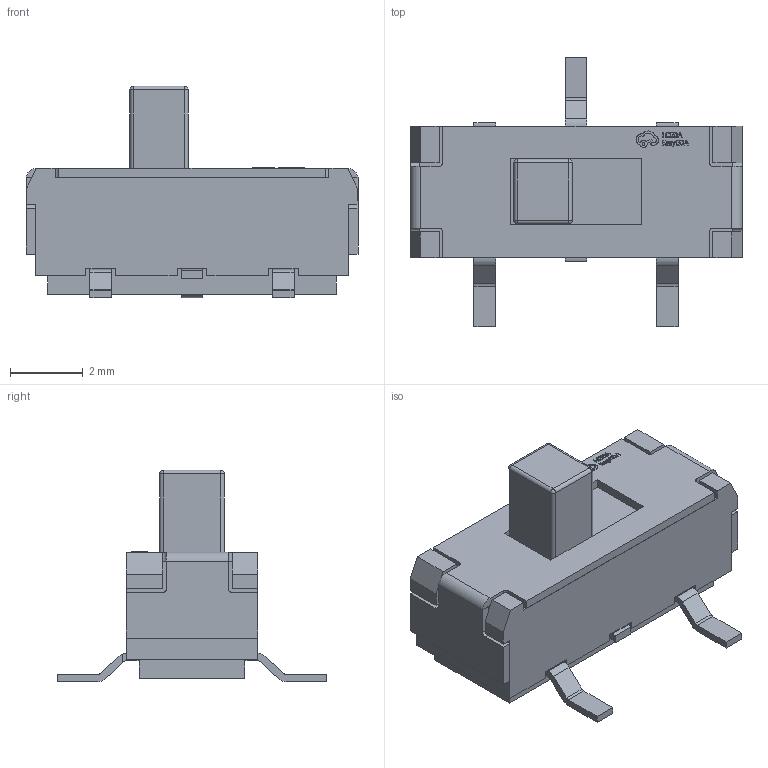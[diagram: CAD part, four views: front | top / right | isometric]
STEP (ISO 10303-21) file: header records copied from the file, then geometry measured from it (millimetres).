
FILE_DESCRIPTION (( 'STEP AP214' ), '1' );
FILE_NAME ('SW-SMD_SHOUHAN_MST-22D18G23J_C2875122.STEP', '2023-02-20T12:32:17', ( '' ), ( '' ), 'SwSTEP 2.0', 'SolidWorks 2020', '' );
FILE_SCHEMA (( 'AUTOMOTIVE_DESIGN' ));
Length unit declared in the file: millimetre
Products named in the file (1): SW-SMD_SHOUHAN_MST-22D18G23J_C2875122
Bounding box: 9.1 x 7.4 x 5.8 mm (x, y, z)
Volume: 112.3 mm3; surface area: 262.7 mm2
Topology: 4 solids, 5 shells, 414 faces, 1126 edges, 744 vertices
Faces by surface type: plane 276, bspline 98, cylinder 36, sphere 4
Entity records: 18031 total; most frequent: CARTESIAN_POINT 3587, ORIENTED_EDGE 2244, DIRECTION 1628, EDGE_CURVE 1122, LINE 850, VECTOR 850, VERTEX_POINT 744, EDGE_LOOP 442
